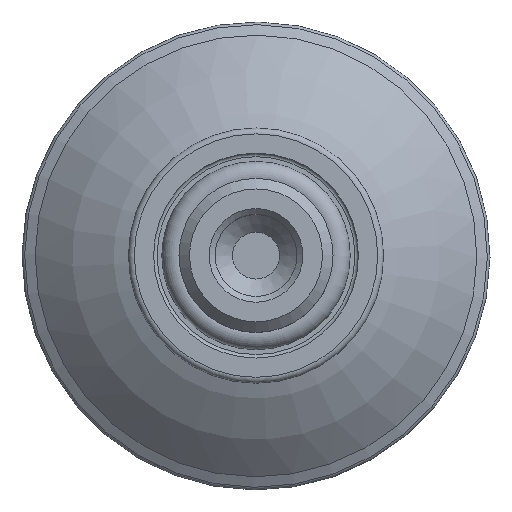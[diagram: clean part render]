
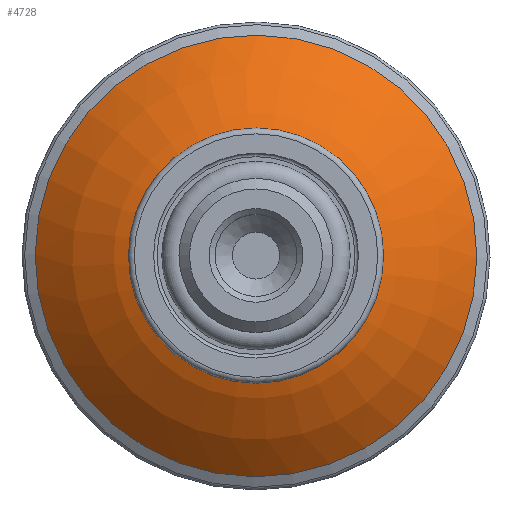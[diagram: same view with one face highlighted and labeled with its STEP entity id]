
A CAD part, top view. The second image highlights one B-rep face of the part: STEP entity #4728.
In plain terms, the highlighted toroidal (fillet/blend) face has major radius 0.317 mm and minor radius 27 mm.
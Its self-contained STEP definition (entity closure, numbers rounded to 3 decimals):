
#589=DEGENERATE_TOROIDAL_SURFACE('',#4970,0.317,27.,.F.);
#754=ORIENTED_EDGE('',*,*,#1730,.F.);
#755=ORIENTED_EDGE('',*,*,#1731,.T.);
#1730=EDGE_CURVE('',#2230,#2230,#2577,.T.);
#1731=EDGE_CURVE('',#2231,#2231,#2578,.T.);
#2230=VERTEX_POINT('',#5933);
#2231=VERTEX_POINT('',#5936);
#2577=CIRCLE('',#4969,18.865);
#2578=CIRCLE('',#4971,8.34);
#2673=EDGE_LOOP('',(#754));
#2674=EDGE_LOOP('',(#755));
#2940=FACE_BOUND('',#2673,.T.);
#2941=FACE_BOUND('',#2674,.T.);
#4728=ADVANCED_FACE('',(#2940,#2941),#589,.F.);
#4969=AXIS2_PLACEMENT_3D('',#5932,#5296,#5297);
#4970=AXIS2_PLACEMENT_3D('',#5934,#5298,#5299);
#4971=AXIS2_PLACEMENT_3D('',#5935,#5300,#5301);
#5296=DIRECTION('',(0.,0.,-1.));
#5297=DIRECTION('',(0.862,-0.507,0.));
#5298=DIRECTION('',(0.,0.,-1.));
#5299=DIRECTION('',(0.862,-0.507,0.));
#5300=DIRECTION('',(0.,0.,-1.));
#5301=DIRECTION('',(0.862,-0.507,0.));
#5932=CARTESIAN_POINT('',(0.,0.,1.348));
#5933=CARTESIAN_POINT('',(16.263,-9.561,1.348));
#5934=CARTESIAN_POINT('',(0.,0.,-17.653));
#5935=CARTESIAN_POINT('',(0.,0.,7.921));
#5936=CARTESIAN_POINT('',(7.189,-4.227,7.921));
